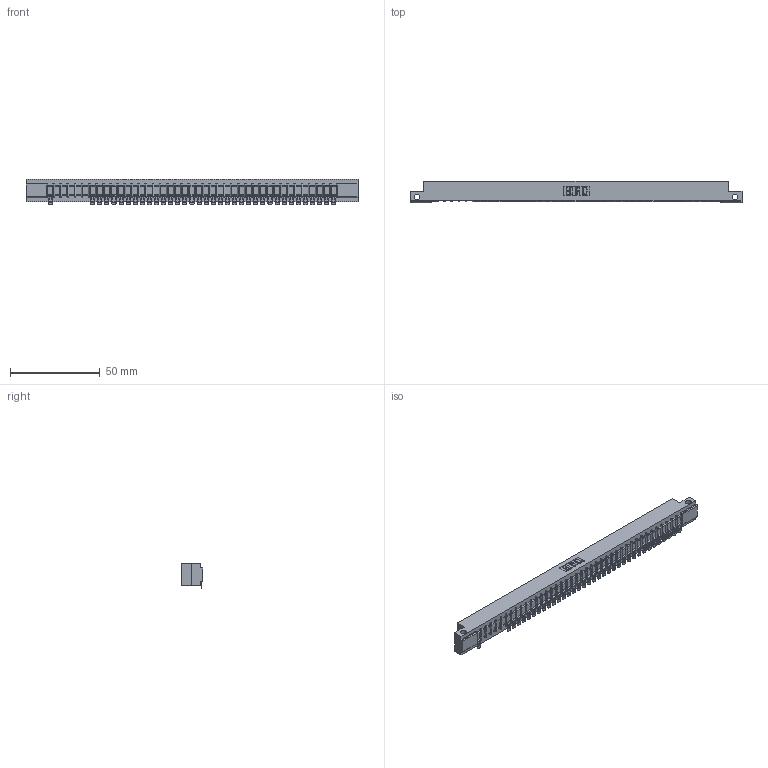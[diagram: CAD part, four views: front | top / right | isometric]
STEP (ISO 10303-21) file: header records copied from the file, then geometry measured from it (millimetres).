
FILE_DESCRIPTION (( 'STEP AP203' ), '1' );
FILE_NAME ('357-041-554-112.STEP', '2018-08-11T07:22:11', ( '' ), ( '' ), 'SwSTEP 2.0', 'SolidWorks 2016', '' );
FILE_SCHEMA (( 'CONFIG_CONTROL_DESIGN' ));
Length unit declared in the file: inch
Products named in the file (3): 307 Part_.128 Dia Side Mounting Holes; 307-290-002_554; 357-041-554-112
Assembly tree (37 placements, depth 2):
  357-041-554-112
    307 Part_.128 Dia Side Mounting Holes
    307-290-002_554  x36
Bounding box: 185.47 x 12.01 x 14.52 mm (x, y, z)
Volume: 19566.4 mm3; surface area: 23781 mm2
Topology: 37 solids, 37 shells, 3176 faces, 9751 edges, 6386 vertices
Faces by surface type: plane 1786, cylinder 1306, sphere 84
Entity records: 36079 total; most frequent: CARTESIAN_POINT 6109, ORIENTED_EDGE 6104, DIRECTION 5936, EDGE_CURVE 3052, LINE 2330, VECTOR 2330, VERTEX_POINT 1976, AXIS2_PLACEMENT_3D 1803
